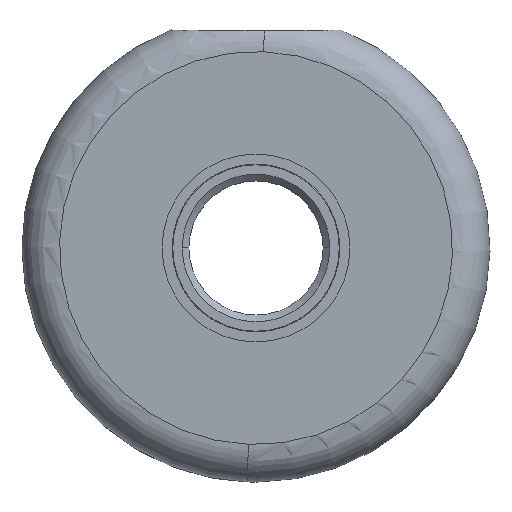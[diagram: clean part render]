
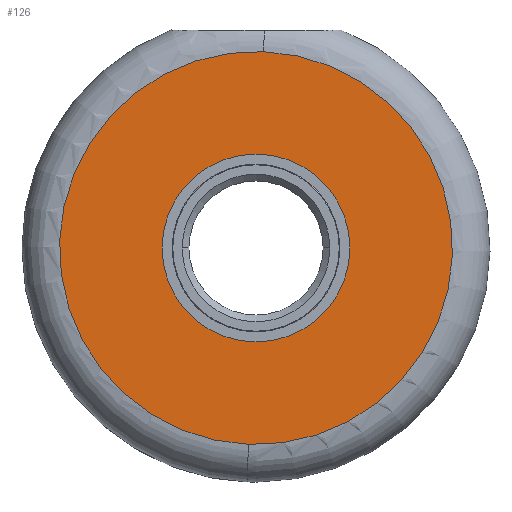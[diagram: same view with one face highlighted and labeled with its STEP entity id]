
A CAD part, top view. The second image highlights one B-rep face of the part: STEP entity #126.
In plain terms, the highlighted planar face has unit normal (0, 0, 1).
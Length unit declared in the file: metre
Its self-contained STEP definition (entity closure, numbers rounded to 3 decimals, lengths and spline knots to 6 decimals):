
#126=ADVANCED_FACE('0:39278',(#316,#317),#318,.F.);
#316=FACE_OUTER_BOUND('',#535,.T.);
#317=FACE_BOUND('',#536,.T.);
#318=PLANE('',#537);
#535=EDGE_LOOP('',(#1195,#1196));
#536=EDGE_LOOP('',(#1197,#1198));
#537=AXIS2_PLACEMENT_3D('',#1199,#1200,#1201);
#1195=ORIENTED_EDGE('',*,*,#1597,.F.);
#1196=ORIENTED_EDGE('',*,*,#1474,.F.);
#1197=ORIENTED_EDGE('',*,*,#1666,.F.);
#1198=ORIENTED_EDGE('',*,*,#1450,.F.);
#1199=CARTESIAN_POINT('',(0.,0.003,-0.034));
#1200=DIRECTION('',(0.0,0.,-1.0));
#1201=DIRECTION('',(-1.0,0.0,0.0));
#1450=EDGE_CURVE('0:39875',#1728,#1731,#1732,.T.);
#1474=EDGE_CURVE('0:39665',#1776,#1779,#1780,.T.);
#1597=EDGE_CURVE('0:39665',#1779,#1776,#1984,.T.);
#1666=EDGE_CURVE('0:39875',#1731,#1728,#2091,.T.);
#1728=VERTEX_POINT('',#2171);
#1731=VERTEX_POINT('',#2175);
#1732=CIRCLE('',#2176,0.014);
#1776=VERTEX_POINT('',#2231);
#1779=VERTEX_POINT('',#2234);
#1780=CIRCLE('',#2235,0.02928);
#1984=CIRCLE('',#2735,0.02928);
#2091=CIRCLE('',#2875,0.014);
#2171=CARTESIAN_POINT('',(0.014,0.003,-0.034));
#2175=CARTESIAN_POINT('',(-0.014,0.003,-0.034));
#2176=AXIS2_PLACEMENT_3D('',#2967,#2968,#2969);
#2231=CARTESIAN_POINT('',(0.001121,0.032259,-0.034));
#2234=CARTESIAN_POINT('',(-0.001121,-0.026259,-0.034));
#2235=AXIS2_PLACEMENT_3D('',#3017,#3018,#3019);
#2735=AXIS2_PLACEMENT_3D('',#3238,#3239,#3240);
#2875=AXIS2_PLACEMENT_3D('',#3379,#3380,#3381);
#2967=CARTESIAN_POINT('',(0.,0.003,-0.034));
#2968=DIRECTION('',(0.0,0.,1.0));
#2969=DIRECTION('',(1.0,0.0,0.0));
#3017=CARTESIAN_POINT('',(0.,0.003,-0.034));
#3018=DIRECTION('',(0.,0.,-1.0));
#3019=DIRECTION('',(0.038,0.999,0.));
#3238=CARTESIAN_POINT('',(0.,0.003,-0.034));
#3239=DIRECTION('',(0.,0.,-1.0));
#3240=DIRECTION('',(0.038,0.999,0.));
#3379=CARTESIAN_POINT('',(0.,0.003,-0.034));
#3380=DIRECTION('',(0.0,0.,1.0));
#3381=DIRECTION('',(1.0,0.0,0.0));
